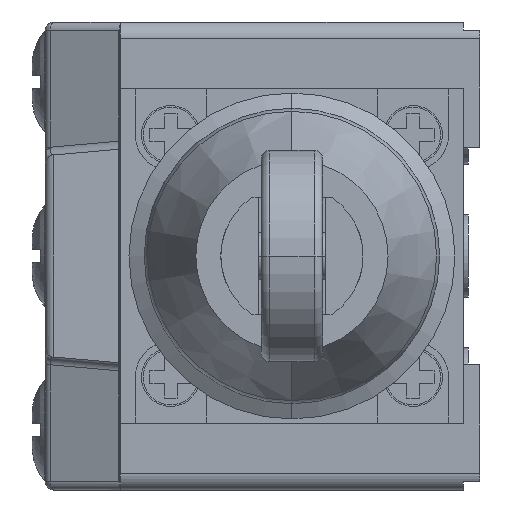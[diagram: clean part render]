
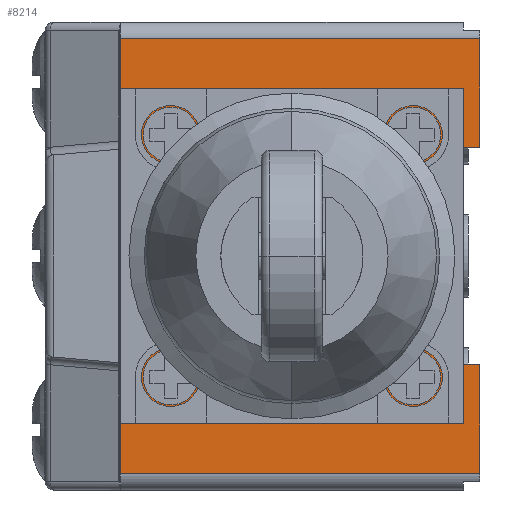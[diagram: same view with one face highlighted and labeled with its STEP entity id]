
A CAD part, left-side view. The second image highlights one B-rep face of the part: STEP entity #8214.
In plain terms, the highlighted planar face has unit normal (-1, 0, 0).
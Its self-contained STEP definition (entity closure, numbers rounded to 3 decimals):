
#143 = LINE ( 'NONE', #2347, #1748 ) ;
#197 = CARTESIAN_POINT ( 'NONE',  ( -31.75, -1., 6.5 ) ) ;
#310 = VERTEX_POINT ( 'NONE', #5709 ) ;
#838 = ORIENTED_EDGE ( 'NONE', *, *, #6391, .F. ) ;
#990 = ORIENTED_EDGE ( 'NONE', *, *, #3151, .T. ) ;
#1294 = AXIS2_PLACEMENT_3D ( 'NONE', #2647, #7299, #2058 ) ;
#1490 = DIRECTION ( 'NONE',  ( 0., 0., 1. ) ) ;
#1648 = ORIENTED_EDGE ( 'NONE', *, *, #5355, .T. ) ;
#1748 = VECTOR ( 'NONE', #8505, 1000. ) ;
#2049 = EDGE_CURVE ( 'NONE', #6124, #5015, #4277, .T. ) ;
#2058 = DIRECTION ( 'NONE',  ( 0., 0., -1. ) ) ;
#2137 = CARTESIAN_POINT ( 'NONE',  ( -31.75, 25., -13. ) ) ;
#2253 = ORIENTED_EDGE ( 'NONE', *, *, #2471, .T. ) ;
#2347 = CARTESIAN_POINT ( 'NONE',  ( -31.75, -1., -6.5 ) ) ;
#2471 = EDGE_CURVE ( 'NONE', #9514, #6537, #143, .T. ) ;
#2647 = CARTESIAN_POINT ( 'NONE',  ( -31.75, 25., -14. ) ) ;
#2716 = EDGE_CURVE ( 'NONE', #6124, #7760, #6503, .T. ) ;
#2906 = VECTOR ( 'NONE', #7333, 1000. ) ;
#3003 = DIRECTION ( 'NONE',  ( 0., 0., -1. ) ) ;
#3041 = VECTOR ( 'NONE', #9640, 1000. ) ;
#3151 = EDGE_CURVE ( 'NONE', #6537, #310, #7364, .T. ) ;
#3247 = CARTESIAN_POINT ( 'NONE',  ( -31.75, -1., -13. ) ) ;
#3505 = ORIENTED_EDGE ( 'NONE', *, *, #8028, .F. ) ;
#3600 = CARTESIAN_POINT ( 'NONE',  ( -31.75, 0., -14. ) ) ;
#3657 = ORIENTED_EDGE ( 'NONE', *, *, #2049, .T. ) ;
#3675 = CARTESIAN_POINT ( 'NONE',  ( -31.75, -1., -6.5 ) ) ;
#3940 = VECTOR ( 'NONE', #1490, 1000. ) ;
#4276 = ORIENTED_EDGE ( 'NONE', *, *, #2716, .F. ) ;
#4277 = LINE ( 'NONE', #2137, #8312 ) ;
#4436 = VECTOR ( 'NONE', #3003, 1000. ) ;
#4978 = DIRECTION ( 'NONE',  ( 0., 0., 1. ) ) ;
#5015 = VERTEX_POINT ( 'NONE', #3247 ) ;
#5110 = DIRECTION ( 'NONE',  ( 0., -1., 0. ) ) ;
#5128 = CARTESIAN_POINT ( 'NONE',  ( -31.75, 25., 13. ) ) ;
#5281 = CARTESIAN_POINT ( 'NONE',  ( -31.75, -1., 13.5 ) ) ;
#5285 = CARTESIAN_POINT ( 'NONE',  ( -31.75, -1., -6.5 ) ) ;
#5355 = EDGE_CURVE ( 'NONE', #5591, #7760, #5810, .T. ) ;
#5528 = EDGE_CURVE ( 'NONE', #9652, #310, #8996, .T. ) ;
#5591 = VERTEX_POINT ( 'NONE', #9681 ) ;
#5709 = CARTESIAN_POINT ( 'NONE',  ( -31.75, 0., 6.5 ) ) ;
#5731 = CARTESIAN_POINT ( 'NONE',  ( -31.75, 20.5, 13. ) ) ;
#5771 = FACE_OUTER_BOUND ( 'NONE', #7747, .T. ) ;
#5810 = LINE ( 'NONE', #5128, #2906 ) ;
#6050 = CARTESIAN_POINT ( 'NONE',  ( -31.75, -1., 6.5 ) ) ;
#6114 = LINE ( 'NONE', #5281, #6210 ) ;
#6124 = VERTEX_POINT ( 'NONE', #6226 ) ;
#6210 = VECTOR ( 'NONE', #8270, 1000. ) ;
#6226 = CARTESIAN_POINT ( 'NONE',  ( -31.75, 20.5, -13. ) ) ;
#6391 = EDGE_CURVE ( 'NONE', #9514, #5015, #7401, .T. ) ;
#6503 = LINE ( 'NONE', #8604, #7070 ) ;
#6537 = VERTEX_POINT ( 'NONE', #6859 ) ;
#6734 = ORIENTED_EDGE ( 'NONE', *, *, #5528, .F. ) ;
#6859 = CARTESIAN_POINT ( 'NONE',  ( -31.75, 0., -6.5 ) ) ;
#7070 = VECTOR ( 'NONE', #4978, 1000. ) ;
#7299 = DIRECTION ( 'NONE',  ( 1., 0., 0. ) ) ;
#7333 = DIRECTION ( 'NONE',  ( 0., 1., 0. ) ) ;
#7364 = LINE ( 'NONE', #3600, #3940 ) ;
#7401 = LINE ( 'NONE', #5285, #4436 ) ;
#7747 = EDGE_LOOP ( 'NONE', ( #3505, #1648, #4276, #3657, #838, #2253, #990, #6734 ) ) ;
#7760 = VERTEX_POINT ( 'NONE', #5731 ) ;
#8028 = EDGE_CURVE ( 'NONE', #5591, #9652, #6114, .T. ) ;
#8214 = ADVANCED_FACE ( 'NONE', ( #5771 ), #8767, .F. ) ;
#8270 = DIRECTION ( 'NONE',  ( 0., 0., -1. ) ) ;
#8312 = VECTOR ( 'NONE', #5110, 1000. ) ;
#8505 = DIRECTION ( 'NONE',  ( 0., 1., 0. ) ) ;
#8604 = CARTESIAN_POINT ( 'NONE',  ( -31.75, 20.5, -14. ) ) ;
#8767 = PLANE ( 'NONE',  #1294 ) ;
#8996 = LINE ( 'NONE', #6050, #3041 ) ;
#9514 = VERTEX_POINT ( 'NONE', #3675 ) ;
#9640 = DIRECTION ( 'NONE',  ( 0., 1., 0. ) ) ;
#9652 = VERTEX_POINT ( 'NONE', #197 ) ;
#9681 = CARTESIAN_POINT ( 'NONE',  ( -31.75, -1., 13. ) ) ;
